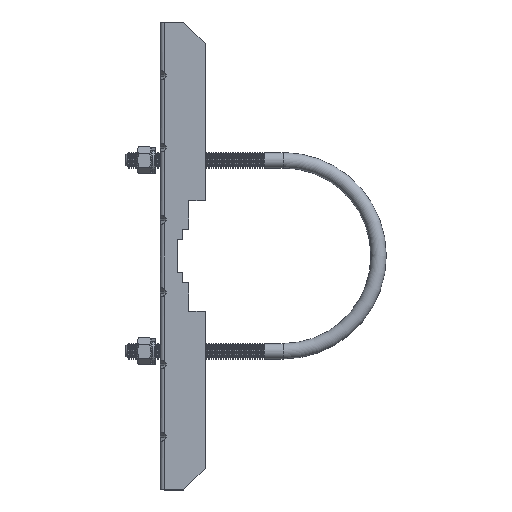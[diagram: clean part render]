
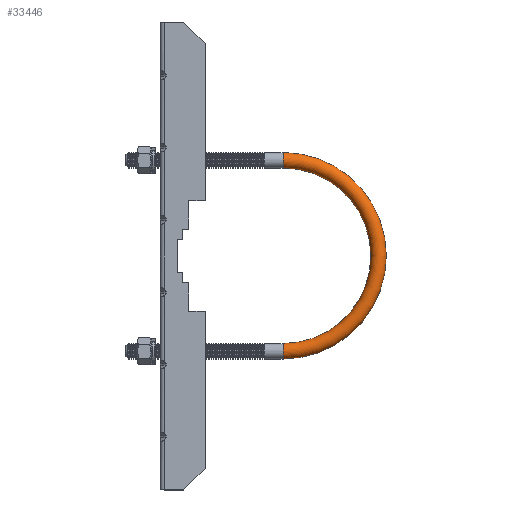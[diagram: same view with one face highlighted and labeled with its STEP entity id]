
A CAD part, front view. The second image highlights one B-rep face of the part: STEP entity #33446.
In plain terms, the highlighted toroidal (fillet/blend) face has major radius 57.01 mm and minor radius 4.623 mm.
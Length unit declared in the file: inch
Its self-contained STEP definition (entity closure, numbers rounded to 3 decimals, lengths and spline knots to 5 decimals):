
#3056 = CARTESIAN_POINT ( 'NONE',  ( 0., 0., 0. ) ) ;
#3085 = DIRECTION ( 'NONE',  ( 0., 0., 1. ) ) ;
#3094 = DIRECTION ( 'NONE',  ( 0., 1., 0. ) ) ;
#3148 = DIRECTION ( 'NONE',  ( 0., 0., 1. ) ) ;
#3196 = DIRECTION ( 'NONE',  ( 0., 1., 0. ) ) ;
#3209 = CARTESIAN_POINT ( 'NONE',  ( 0., 0., 0. ) ) ;
#3680 = CIRCLE ( 'NONE', #5778, 0.182 ) ;
#3838 = CIRCLE ( 'NONE', #5792, 0.182 ) ;
#4004 = CIRCLE ( 'NONE', #5824, 2.0625 ) ;
#4012 = CIRCLE ( 'NONE', #5823, 2.4265 ) ;
#5778 = AXIS2_PLACEMENT_3D ( 'NONE', #16095, #16100, #16106 ) ;
#5792 = AXIS2_PLACEMENT_3D ( 'NONE', #20611, #20607, #20590 ) ;
#5823 = AXIS2_PLACEMENT_3D ( 'NONE', #3056, #3094, #3085 ) ;
#5824 = AXIS2_PLACEMENT_3D ( 'NONE', #3209, #3196, #3148 ) ;
#8612 = AXIS2_PLACEMENT_3D ( 'NONE', #18946, #18956, #18957 ) ;
#10341 = CARTESIAN_POINT ( 'NONE',  ( 0., 0., -2.0625 ) ) ;
#11121 = CARTESIAN_POINT ( 'NONE',  ( 0., 0., -2.4265 ) ) ;
#13981 = ORIENTED_EDGE ( 'NONE', *, *, #16422, .T. ) ;
#13982 = ORIENTED_EDGE ( 'NONE', *, *, #16820, .T. ) ;
#13983 = ORIENTED_EDGE ( 'NONE', *, *, #16860, .F. ) ;
#13987 = ORIENTED_EDGE ( 'NONE', *, *, #16501, .T. ) ;
#16095 = CARTESIAN_POINT ( 'NONE',  ( 0., 0., -2.2445 ) ) ;
#16100 = DIRECTION ( 'NONE',  ( -1., 0., 0. ) ) ;
#16106 = DIRECTION ( 'NONE',  ( 0., 0., 1. ) ) ;
#16422 = EDGE_CURVE ( 'NONE', #42565, #30929, #3680, .T. ) ;
#16501 = EDGE_CURVE ( 'NONE', #30990, #30962, #3838, .T. ) ;
#16820 = EDGE_CURVE ( 'NONE', #30929, #30990, #4012, .T. ) ;
#16860 = EDGE_CURVE ( 'NONE', #42565, #30962, #4004, .T. ) ;
#18946 = CARTESIAN_POINT ( 'NONE',  ( 0., 0., 0. ) ) ;
#18956 = DIRECTION ( 'NONE',  ( 0., 1., 0. ) ) ;
#18957 = DIRECTION ( 'NONE',  ( 0., 0., 1. ) ) ;
#20590 = DIRECTION ( 'NONE',  ( 0., 0., 1. ) ) ;
#20607 = DIRECTION ( 'NONE',  ( -1., 0., 0. ) ) ;
#20611 = CARTESIAN_POINT ( 'NONE',  ( 0., 0., 2.2445 ) ) ;
#29517 = FACE_OUTER_BOUND ( 'NONE', #35511, .T. ) ;
#29545 = TOROIDAL_SURFACE ( 'NONE', #8612, 2.2445, 0.182 ) ;
#30929 = VERTEX_POINT ( 'NONE', #11121 ) ;
#30962 = VERTEX_POINT ( 'NONE', #36419 ) ;
#30990 = VERTEX_POINT ( 'NONE', #36447 ) ;
#33446 = ADVANCED_FACE ( 'NONE', ( #29517 ), #29545, .T. ) ;
#35511 = EDGE_LOOP ( 'NONE', ( #13981, #13982, #13987, #13983 ) ) ;
#36419 = CARTESIAN_POINT ( 'NONE',  ( 0., 0., 2.0625 ) ) ;
#36447 = CARTESIAN_POINT ( 'NONE',  ( 0., 0., 2.4265 ) ) ;
#42565 = VERTEX_POINT ( 'NONE', #10341 ) ;
